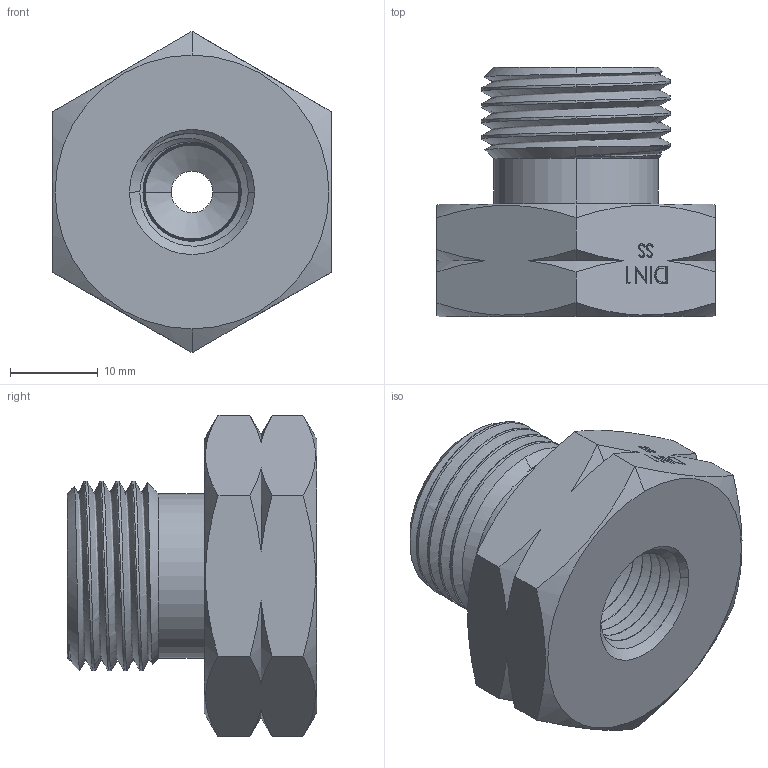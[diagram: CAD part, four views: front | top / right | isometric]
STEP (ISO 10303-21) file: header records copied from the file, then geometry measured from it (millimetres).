
FILE_DESCRIPTION (( 'STEP AP203' ), '1' );
FILE_NAME ('AD-DIN1MSS-4FNPT.STEP', '2025-08-18T18:23:49', ( '' ), ( '' ), 'SwSTEP 2.0', 'SolidWorks 2018', '' );
FILE_SCHEMA (( 'CONFIG_CONTROL_DESIGN' ));
Length unit declared in the file: inch
Products named in the file (1): AD-DIN1MSS-4FNPT
Bounding box: 31.75 x 28.45 x 36.66 mm (x, y, z)
Volume: 13138.7 mm3; surface area: 5699.8 mm2
Topology: 1 solids, 1 shells, 152 faces, 414 edges, 272 vertices
Faces by surface type: plane 47, cone 44, bspline 42, cylinder 19
Entity records: 14660 total; most frequent: CARTESIAN_POINT 11196, ORIENTED_EDGE 828, DIRECTION 487, EDGE_CURVE 414, VERTEX_POINT 272, VECTOR 191, LINE 191, B_SPLINE_CURVE_WITH_KNOTS 185
